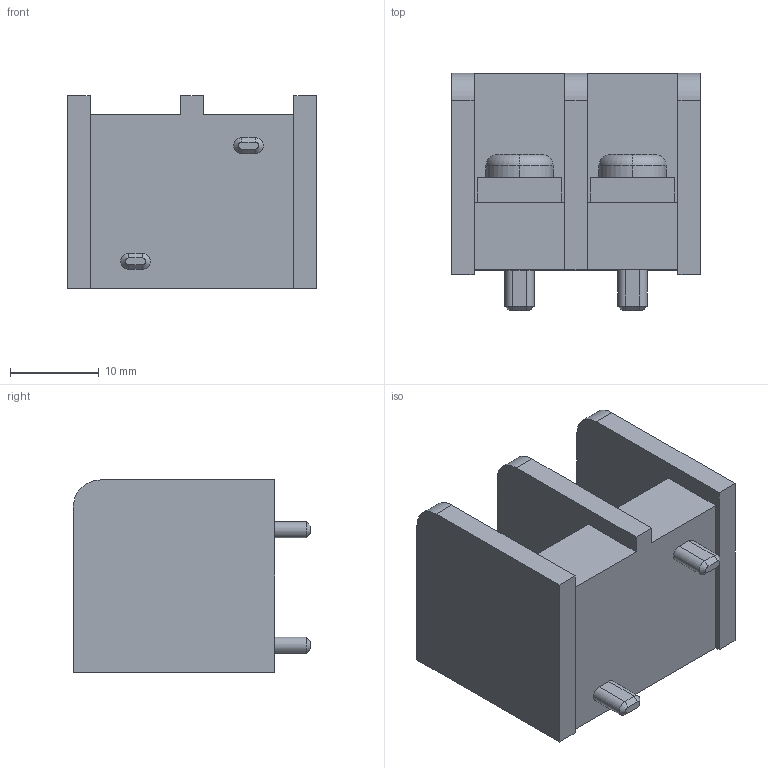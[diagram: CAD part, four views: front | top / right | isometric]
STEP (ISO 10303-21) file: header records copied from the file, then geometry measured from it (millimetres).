
FILE_DESCRIPTION((''),'2;1');
FILE_NAME('389690002','2014-12-29T',('me'),(''),'PRO/ENGINEER BY PARAMETRIC TECHNOLOGY CORPORATION, 2011490','PRO/ENGINEER BY PARAMETRIC TECHNOLOGY CORPORATION, 2011490','');
FILE_SCHEMA(('CONFIG_CONTROL_DESIGN'));
Length unit declared in the file: inch
Products named in the file (1): 389690002
Bounding box: 27.94 x 26.67 x 21.59 mm (x, y, z)
Volume: 7999.3 mm3; surface area: 4969.9 mm2
Topology: 1 solids, 1 shells, 87 faces, 231 edges, 154 vertices
Faces by surface type: plane 64, cylinder 15, torus 4, cone 4
Entity records: 2780 total; most frequent: CARTESIAN_POINT 539, DIRECTION 453, ORIENTED_EDGE 450, EDGE_CURVE 225, VECTOR 169, LINE 169, VERTEX_POINT 146, AXIS2_PLACEMENT_3D 142
